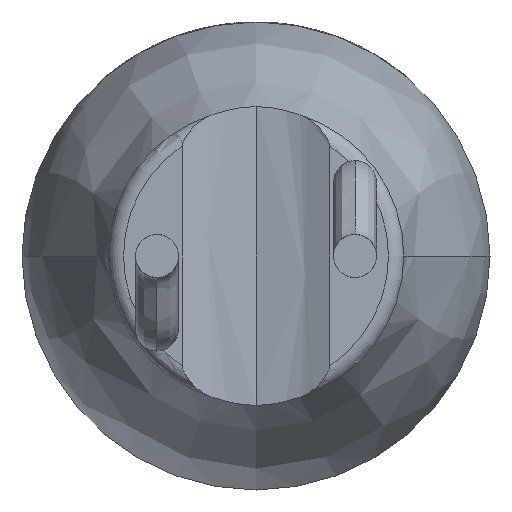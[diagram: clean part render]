
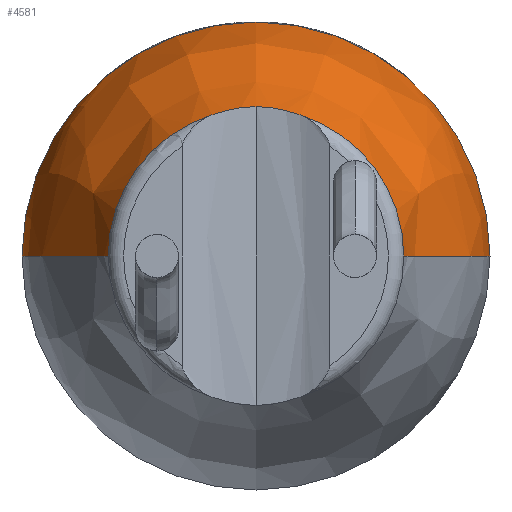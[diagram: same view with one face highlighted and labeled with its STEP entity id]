
A CAD part, front view. The second image highlights one B-rep face of the part: STEP entity #4581.
In plain terms, the highlighted free-form (B-spline) face has degree [3, 3] with [4, 4] control points.
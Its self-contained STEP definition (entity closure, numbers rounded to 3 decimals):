
#22 = FACE_OUTER_BOUND ( 'NONE', #1689, .T. ) ;
#127 = CARTESIAN_POINT ( 'NONE',  ( 0., 0.25, 1.915 ) ) ;
#225 = CARTESIAN_POINT ( 'NONE',  ( -0.564, 0.163, 1.809 ) ) ;
#237 = EDGE_CURVE ( 'NONE', #2195, #846, #1079, .T. ) ;
#266 = EDGE_CURVE ( 'NONE', #409, #4501, #3242, .T. ) ;
#338 =( BOUNDED_SURFACE ( )  B_SPLINE_SURFACE ( 3, 3, ( 
 ( #4190, #3298, #4569, #2518 ),
 ( #919, #2129, #4945, #2150 ),
 ( #5017, #2555, #2970, #2110 ),
 ( #521, #2928, #4116, #3310 ) ),
 .UNSPECIFIED., .F., .F., .T. ) 
 B_SPLINE_SURFACE_WITH_KNOTS ( ( 4, 4 ),
 ( 4, 4 ),
 ( 0.068, 1. ),
 ( 0., 1. ),
 .UNSPECIFIED. ) 
 GEOMETRIC_REPRESENTATION_ITEM ( )  RATIONAL_B_SPLINE_SURFACE ( (
 ( 1., 0.333, 0.333, 1.),
 ( 1., 0.333, 0.333, 1.),
 ( 1., 0.333, 0.333, 1.),
 ( 1., 0.333, 0.333, 1.) ) ) 
 REPRESENTATION_ITEM ( '' )  SURFACE ( )  );
#409 = VERTEX_POINT ( 'NONE', #4318 ) ;
#469 = CARTESIAN_POINT ( 'NONE',  ( 0., 3.176, 0. ) ) ;
#487 = CARTESIAN_POINT ( 'NONE',  ( 0., 0.163, 0. ) ) ;
#521 = CARTESIAN_POINT ( 'NONE',  ( 3., 3.176, 0. ) ) ;
#563 = CARTESIAN_POINT ( 'NONE',  ( -1.895, 0.163, 0. ) ) ;
#581 = VERTEX_POINT ( 'NONE', #2309 ) ;
#810 = VERTEX_POINT ( 'NONE', #4928 ) ;
#846 = VERTEX_POINT ( 'NONE', #3690 ) ;
#907 = DIRECTION ( 'NONE',  ( 0., 0., -1. ) ) ;
#919 = CARTESIAN_POINT ( 'NONE',  ( 2.032, 0.894, 0. ) ) ;
#925 = ORIENTED_EDGE ( 'NONE', *, *, #5207, .T. ) ;
#1065 = CARTESIAN_POINT ( 'NONE',  ( -0.383, 0.214, 1.869 ) ) ;
#1079 = CIRCLE ( 'NONE', #4324, 1.895 ) ;
#1087 = CARTESIAN_POINT ( 'NONE',  ( 2.961, 1.521, 0. ) ) ;
#1112 = CARTESIAN_POINT ( 'NONE',  ( 0., 3.176, 0. ) ) ;
#1243 = AXIS2_PLACEMENT_3D ( 'NONE', #469, #3302, #907 ) ;
#1294 = EDGE_CURVE ( 'NONE', #2195, #1693, #3691, .T. ) ;
#1333 = CARTESIAN_POINT ( 'NONE',  ( 0., 0.163, 0. ) ) ;
#1461 = B_SPLINE_CURVE_WITH_KNOTS ( 'NONE', 3,
 ( #3560, #4811, #1087, #4831 ),
 .UNSPECIFIED., .F., .F.,
 ( 4, 4 ),
 ( 0.068, 1. ),
 .UNSPECIFIED. ) ;
#1520 = DIRECTION ( 'NONE',  ( 0., 0., -1. ) ) ;
#1574 = EDGE_CURVE ( 'NONE', #581, #1693, #3525, .T. ) ;
#1689 = EDGE_LOOP ( 'NONE', ( #2199, #1858, #1722, #2827, #1879, #4816, #2237, #925 ) ) ;
#1693 = VERTEX_POINT ( 'NONE', #5300 ) ;
#1722 = ORIENTED_EDGE ( 'NONE', *, *, #3435, .T. ) ;
#1858 = ORIENTED_EDGE ( 'NONE', *, *, #3323, .T. ) ;
#1879 = ORIENTED_EDGE ( 'NONE', *, *, #1294, .F. ) ;
#1893 = CARTESIAN_POINT ( 'NONE',  ( 0.564, 0.163, 1.809 ) ) ;
#1935 = CARTESIAN_POINT ( 'NONE',  ( -0.195, 0.24, 1.905 ) ) ;
#1973 = EDGE_CURVE ( 'NONE', #5069, #846, #4358, .T. ) ;
#2110 = CARTESIAN_POINT ( 'NONE',  ( -2.961, 1.521, 0. ) ) ;
#2129 = CARTESIAN_POINT ( 'NONE',  ( 2.032, 0.894, 4.063 ) ) ;
#2150 = CARTESIAN_POINT ( 'NONE',  ( -2.032, 0.894, 0. ) ) ;
#2187 = CARTESIAN_POINT ( 'NONE',  ( 0.195, 0.24, 1.905 ) ) ;
#2195 = VERTEX_POINT ( 'NONE', #2764 ) ;
#2199 = ORIENTED_EDGE ( 'NONE', *, *, #266, .T. ) ;
#2231 = CARTESIAN_POINT ( 'NONE',  ( -2.032, 0.894, 0. ) ) ;
#2237 = ORIENTED_EDGE ( 'NONE', *, *, #1973, .F. ) ;
#2309 = CARTESIAN_POINT ( 'NONE',  ( 0., 3.176, 3. ) ) ;
#2321 = CARTESIAN_POINT ( 'NONE',  ( 0.477, 0.194, 1.842 ) ) ;
#2394 = CARTESIAN_POINT ( 'NONE',  ( 1.895, 0.163, 0. ) ) ;
#2518 = CARTESIAN_POINT ( 'NONE',  ( -1.895, 0.163, 0. ) ) ;
#2555 = CARTESIAN_POINT ( 'NONE',  ( 2.961, 1.521, 5.922 ) ) ;
#2595 = CARTESIAN_POINT ( 'NONE',  ( 0., 0.25, 1.915 ) ) ;
#2764 = CARTESIAN_POINT ( 'NONE',  ( -1.895, 0.163, 0. ) ) ;
#2827 = ORIENTED_EDGE ( 'NONE', *, *, #1574, .T. ) ;
#2928 = CARTESIAN_POINT ( 'NONE',  ( 3., 3.176, 6. ) ) ;
#2958 = DIRECTION ( 'NONE',  ( 0., 1., 0. ) ) ;
#2970 = CARTESIAN_POINT ( 'NONE',  ( -2.961, 1.521, 5.922 ) ) ;
#2986 = CARTESIAN_POINT ( 'NONE',  ( -3., 3.176, 0. ) ) ;
#3242 = CIRCLE ( 'NONE', #4869, 1.895 ) ;
#3298 = CARTESIAN_POINT ( 'NONE',  ( 1.895, 0.163, 3.79 ) ) ;
#3302 = DIRECTION ( 'NONE',  ( 0., -1., 0. ) ) ;
#3310 = CARTESIAN_POINT ( 'NONE',  ( -3., 3.176, 0. ) ) ;
#3323 = EDGE_CURVE ( 'NONE', #4501, #810, #1461, .T. ) ;
#3435 = EDGE_CURVE ( 'NONE', #810, #581, #3885, .T. ) ;
#3525 = CIRCLE ( 'NONE', #3867, 3. ) ;
#3560 = CARTESIAN_POINT ( 'NONE',  ( 1.895, 0.163, 0. ) ) ;
#3690 = CARTESIAN_POINT ( 'NONE',  ( -0.564, 0.163, 1.809 ) ) ;
#3691 = B_SPLINE_CURVE_WITH_KNOTS ( 'NONE', 3,
 ( #563, #2231, #4617, #2986 ),
 .UNSPECIFIED., .F., .F.,
 ( 4, 4 ),
 ( 0.068, 1. ),
 .UNSPECIFIED. ) ;
#3757 = DIRECTION ( 'NONE',  ( 0., 0., -1. ) ) ;
#3867 = AXIS2_PLACEMENT_3D ( 'NONE', #1112, #3966, #1520 ) ;
#3885 = CIRCLE ( 'NONE', #1243, 3. ) ;
#3966 = DIRECTION ( 'NONE',  ( 0., -1., 0. ) ) ;
#4116 = CARTESIAN_POINT ( 'NONE',  ( -3., 3.176, 6. ) ) ;
#4190 = CARTESIAN_POINT ( 'NONE',  ( 1.895, 0.163, 0. ) ) ;
#4318 = CARTESIAN_POINT ( 'NONE',  ( 0.564, 0.163, 1.809 ) ) ;
#4324 = AXIS2_PLACEMENT_3D ( 'NONE', #487, #5024, #4594 ) ;
#4341 = CARTESIAN_POINT ( 'NONE',  ( -0.477, 0.194, 1.842 ) ) ;
#4358 = B_SPLINE_CURVE_WITH_KNOTS ( 'NONE', 3,
 ( #2595, #4760, #1935, #1065, #4341, #225 ),
 .UNSPECIFIED., .F., .F.,
 ( 4, 2, 4 ),
 ( 0., 0., 0.001 ),
 .UNSPECIFIED. ) ;
#4501 = VERTEX_POINT ( 'NONE', #2394 ) ;
#4569 = CARTESIAN_POINT ( 'NONE',  ( -1.895, 0.163, 3.79 ) ) ;
#4581 = ADVANCED_FACE ( 'NONE', ( #22 ), #338, .T. ) ;
#4594 = DIRECTION ( 'NONE',  ( 0., 0., -1. ) ) ;
#4617 = CARTESIAN_POINT ( 'NONE',  ( -2.961, 1.521, 0. ) ) ;
#4647 = CARTESIAN_POINT ( 'NONE',  ( 0.098, 0.247, 1.914 ) ) ;
#4760 = CARTESIAN_POINT ( 'NONE',  ( -0.098, 0.247, 1.914 ) ) ;
#4764 = CARTESIAN_POINT ( 'NONE',  ( 0.383, 0.214, 1.869 ) ) ;
#4811 = CARTESIAN_POINT ( 'NONE',  ( 2.032, 0.894, 0. ) ) ;
#4816 = ORIENTED_EDGE ( 'NONE', *, *, #237, .T. ) ;
#4831 = CARTESIAN_POINT ( 'NONE',  ( 3., 3.176, 0. ) ) ;
#4869 = AXIS2_PLACEMENT_3D ( 'NONE', #1333, #2958, #3757 ) ;
#4928 = CARTESIAN_POINT ( 'NONE',  ( 3., 3.176, 0. ) ) ;
#4945 = CARTESIAN_POINT ( 'NONE',  ( -2.032, 0.894, 4.063 ) ) ;
#5010 = B_SPLINE_CURVE_WITH_KNOTS ( 'NONE', 3,
 ( #127, #4647, #2187, #4764, #2321, #1893 ),
 .UNSPECIFIED., .F., .F.,
 ( 4, 2, 4 ),
 ( 0., 0., 0.001 ),
 .UNSPECIFIED. ) ;
#5017 = CARTESIAN_POINT ( 'NONE',  ( 2.961, 1.521, 0. ) ) ;
#5024 = DIRECTION ( 'NONE',  ( 0., 1., 0. ) ) ;
#5040 = CARTESIAN_POINT ( 'NONE',  ( 0., 0.25, 1.915 ) ) ;
#5069 = VERTEX_POINT ( 'NONE', #5040 ) ;
#5207 = EDGE_CURVE ( 'NONE', #5069, #409, #5010, .T. ) ;
#5300 = CARTESIAN_POINT ( 'NONE',  ( -3., 3.176, 0. ) ) ;
